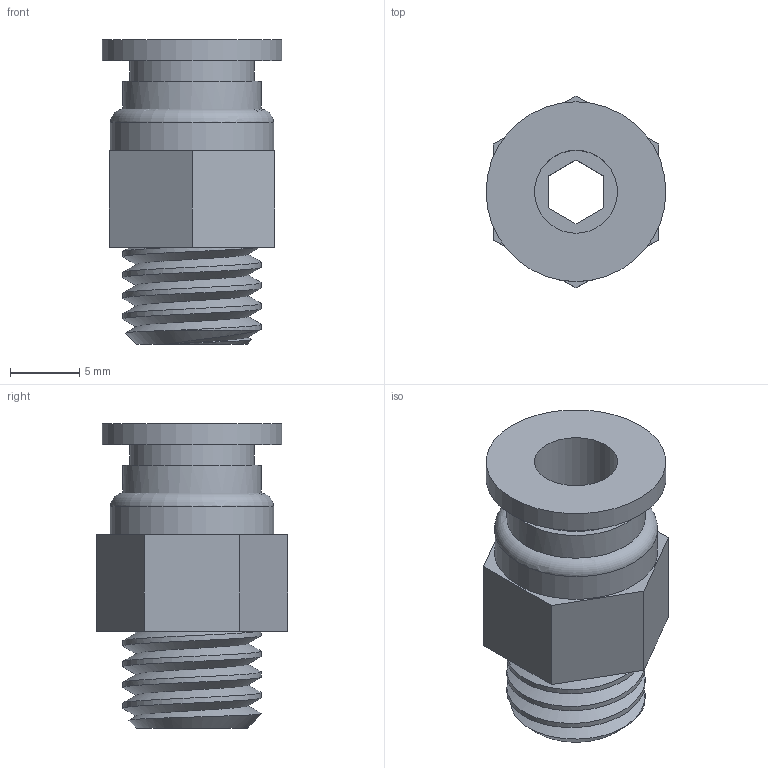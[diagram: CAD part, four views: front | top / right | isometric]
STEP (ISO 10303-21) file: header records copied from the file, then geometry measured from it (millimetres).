
FILE_DESCRIPTION(('FreeCAD Model'),'2;1');
FILE_NAME('racor.step','2015-01-21T21:28:18',( 'FreeCAD'),('FreeCAD'),'Open CASCADE STEP processor 6.7','FreeCAD', 'Unknown');
FILE_SCHEMA(('AUTOMOTIVE_DESIGN_CC2 { 1 2 10303 214 -1 1 5 4 }'));
Length unit declared in the file: millimetre
Products named in the file (1): Refinada_con_rosca
Bounding box: 13 x 13.86 x 22 mm (x, y, z)
Volume: 1620.1 mm3; surface area: 1612 mm2
Topology: 1 solids, 1 shells, 35 faces, 79 edges, 52 vertices
Faces by surface type: plane 20, cylinder 11, bspline 2, cone 1, torus 1
Full cylindrical faces by diameter (mm): 6 x2, 9 x1, 10 x4, 11.8 x1, 13 x1
Entity records: 12745 total; most frequent: CARTESIAN_POINT 10945, DIRECTION 255, ORIENTED_EDGE 158, PCURVE 158, DEFINITIONAL_REPRESENTATION 158, LINE 146, VECTOR 146, EDGE_CURVE 79
